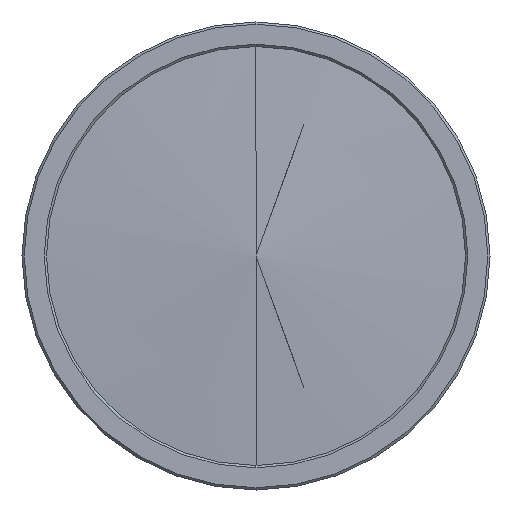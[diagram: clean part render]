
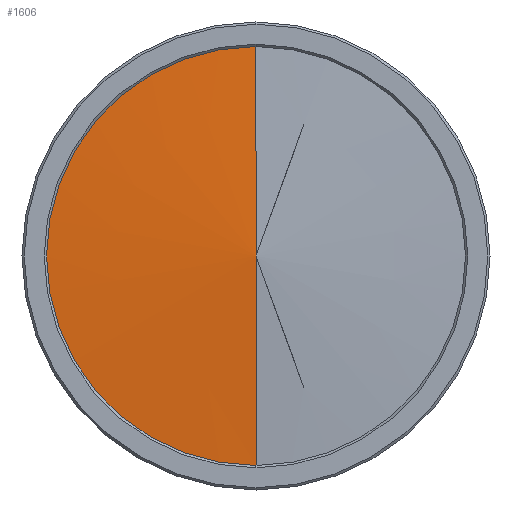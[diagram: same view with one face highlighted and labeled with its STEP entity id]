
A CAD part, left-side view. The second image highlights one B-rep face of the part: STEP entity #1606.
In plain terms, the highlighted conical face has half-angle 86.484 degrees and reference radius 29.748 mm.
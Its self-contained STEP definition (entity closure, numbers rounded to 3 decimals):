
#104 = EDGE_CURVE ( 'NONE', #526, #541, #864, .T. ) ;
#223 = ORIENTED_EDGE ( 'NONE', *, *, #976, .F. ) ;
#236 = ORIENTED_EDGE ( 'NONE', *, *, #971, .F. ) ;
#255 = VERTEX_POINT ( 'NONE', #1219 ) ;
#320 = EDGE_LOOP ( 'NONE', ( #384, #496, #236, #223 ) ) ;
#384 = ORIENTED_EDGE ( 'NONE', *, *, #104, .F. ) ;
#386 = VERTEX_POINT ( 'NONE', #1304 ) ;
#496 = ORIENTED_EDGE ( 'NONE', *, *, #979, .T. ) ;
#526 = VERTEX_POINT ( 'NONE', #1172 ) ;
#541 = VERTEX_POINT ( 'NONE', #1158 ) ;
#594 = AXIS2_PLACEMENT_3D ( 'NONE', #1763, #1765, #1666 ) ;
#598 = AXIS2_PLACEMENT_3D ( 'NONE', #1665, #1757, #1701 ) ;
#601 = AXIS2_PLACEMENT_3D ( 'NONE', #1787, #1783, #1759 ) ;
#813 = CONICAL_SURFACE ( 'NONE', #601, 29.748, 1.509 ) ;
#862 = VECTOR ( 'NONE', #1713, 1000. ) ;
#864 = LINE ( 'NONE', #1236, #881 ) ;
#867 = FACE_OUTER_BOUND ( 'NONE', #320, .T. ) ;
#868 = LINE ( 'NONE', #1707, #862 ) ;
#877 = CIRCLE ( 'NONE', #598, 27.75 ) ;
#881 = VECTOR ( 'NONE', #1312, 1000. ) ;
#891 = CIRCLE ( 'NONE', #594, 27.75 ) ;
#971 = EDGE_CURVE ( 'NONE', #386, #255, #891, .T. ) ;
#976 = EDGE_CURVE ( 'NONE', #541, #386, #877, .T. ) ;
#979 = EDGE_CURVE ( 'NONE', #526, #255, #868, .T. ) ;
#1158 = CARTESIAN_POINT ( 'NONE',  ( 1.705, 0., -27.75 ) ) ;
#1172 = CARTESIAN_POINT ( 'NONE',  ( 0., 0., 0. ) ) ;
#1219 = CARTESIAN_POINT ( 'NONE',  ( 1.705, 0., 27.75 ) ) ;
#1236 = CARTESIAN_POINT ( 'NONE',  ( 1.828, 0., -29.748 ) ) ;
#1304 = CARTESIAN_POINT ( 'NONE',  ( 1.705, 27.75, 0. ) ) ;
#1312 = DIRECTION ( 'NONE',  ( 0.061, 0., -0.998 ) ) ;
#1606 = ADVANCED_FACE ( 'NONE', ( #867 ), #813, .T. ) ;
#1665 = CARTESIAN_POINT ( 'NONE',  ( 1.705, 0., 0. ) ) ;
#1666 = DIRECTION ( 'NONE',  ( 0., 0., -1. ) ) ;
#1701 = DIRECTION ( 'NONE',  ( 0., 0., -1. ) ) ;
#1707 = CARTESIAN_POINT ( 'NONE',  ( 1.828, 0., 29.748 ) ) ;
#1713 = DIRECTION ( 'NONE',  ( 0.061, 0., 0.998 ) ) ;
#1757 = DIRECTION ( 'NONE',  ( 1., 0., 0. ) ) ;
#1759 = DIRECTION ( 'NONE',  ( 0., 0., -1. ) ) ;
#1763 = CARTESIAN_POINT ( 'NONE',  ( 1.705, 0., 0. ) ) ;
#1765 = DIRECTION ( 'NONE',  ( 1., 0., 0. ) ) ;
#1783 = DIRECTION ( 'NONE',  ( 1., 0., 0. ) ) ;
#1787 = CARTESIAN_POINT ( 'NONE',  ( 1.828, 0., 0. ) ) ;
